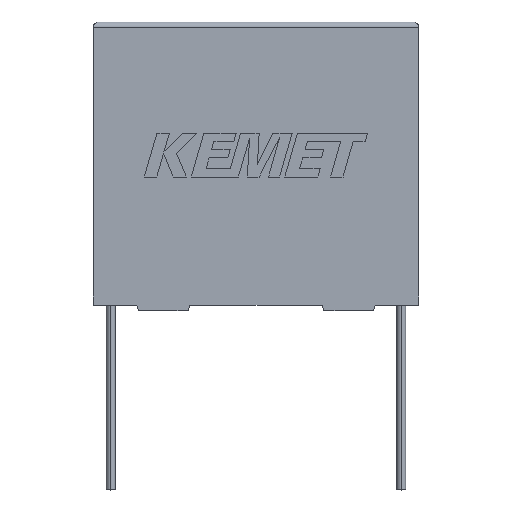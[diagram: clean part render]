
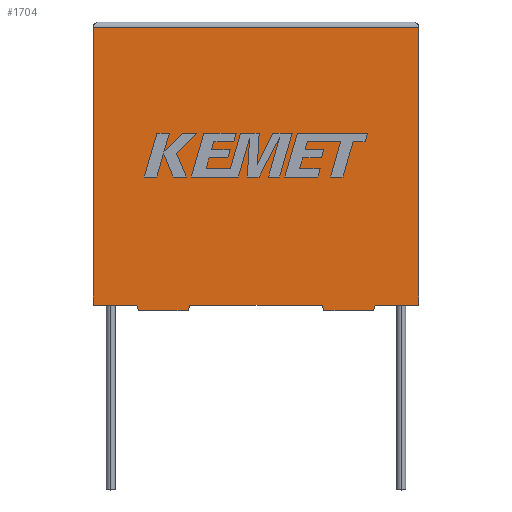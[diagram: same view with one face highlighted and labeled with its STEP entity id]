
A CAD part, top view. The second image highlights one B-rep face of the part: STEP entity #1704.
In plain terms, the highlighted planar face has unit normal (0, 0, 1).
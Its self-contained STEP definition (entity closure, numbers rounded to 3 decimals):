
#85 = AXIS2_PLACEMENT_3D ( 'NONE', #2469, #1479, #2256 ) ;
#87 = EDGE_CURVE ( 'NONE', #2310, #857, #1889, .T. ) ;
#149 = VECTOR ( 'NONE', #1870, 1000. ) ;
#169 = LINE ( 'NONE', #2084, #322 ) ;
#187 = LINE ( 'NONE', #1912, #149 ) ;
#218 = CARTESIAN_POINT ( 'NONE',  ( 4.264, -0.5, 16.8 ) ) ;
#221 = PLANE ( 'NONE',  #85 ) ;
#308 = LINE ( 'NONE', #1924, #2751 ) ;
#312 = DIRECTION ( 'NONE',  ( -0.287, -0.958, 0. ) ) ;
#322 = VECTOR ( 'NONE', #1822, 1000. ) ;
#338 = VECTOR ( 'NONE', #2174, 1000. ) ;
#385 = CARTESIAN_POINT ( 'NONE',  ( 4.114, 0., 16.8 ) ) ;
#404 = CARTESIAN_POINT ( 'NONE',  ( 21.674, 0., 16.8 ) ) ;
#428 = EDGE_CURVE ( 'NONE', #1856, #569, #187, .T. ) ;
#476 = VECTOR ( 'NONE', #924, 1000. ) ;
#495 = EDGE_CURVE ( 'NONE', #687, #2310, #2006, .T. ) ;
#506 = ORIENTED_EDGE ( 'NONE', *, *, #656, .T. ) ;
#514 = CARTESIAN_POINT ( 'NONE',  ( 0., 0., 16.8 ) ) ;
#516 = VECTOR ( 'NONE', #588, 1000. ) ;
#529 = ORIENTED_EDGE ( 'NONE', *, *, #3057, .T. ) ;
#543 = LINE ( 'NONE', #2756, #2043 ) ;
#569 = VERTEX_POINT ( 'NONE', #2225 ) ;
#588 = DIRECTION ( 'NONE',  ( -1., 0., 0. ) ) ;
#656 = EDGE_CURVE ( 'NONE', #569, #2957, #2742, .T. ) ;
#687 = VERTEX_POINT ( 'NONE', #752 ) ;
#749 = CARTESIAN_POINT ( 'NONE',  ( 21.824, -0.5, 16.8 ) ) ;
#752 = CARTESIAN_POINT ( 'NONE',  ( 4.114, 0., 16.8 ) ) ;
#784 = EDGE_CURVE ( 'NONE', #857, #1458, #2086, .T. ) ;
#805 = EDGE_CURVE ( 'NONE', #1836, #687, #543, .T. ) ;
#833 = LINE ( 'NONE', #1597, #516 ) ;
#857 = VERTEX_POINT ( 'NONE', #1062 ) ;
#881 = CARTESIAN_POINT ( 'NONE',  ( 30.8, 26.3, 16.8 ) ) ;
#891 = CARTESIAN_POINT ( 'NONE',  ( 26.536, -0.5, 16.8 ) ) ;
#924 = DIRECTION ( 'NONE',  ( -0.287, 0.958, 0. ) ) ;
#946 = VECTOR ( 'NONE', #1988, 1000. ) ;
#968 = ORIENTED_EDGE ( 'NONE', *, *, #784, .T. ) ;
#989 = CARTESIAN_POINT ( 'NONE',  ( 8.976, -0.5, 16.8 ) ) ;
#1044 = EDGE_CURVE ( 'NONE', #1856, #3001, #1090, .T. ) ;
#1045 = CARTESIAN_POINT ( 'NONE',  ( 9.126, 0., 16.8 ) ) ;
#1055 = CARTESIAN_POINT ( 'NONE',  ( 0., 26.3, 16.8 ) ) ;
#1062 = CARTESIAN_POINT ( 'NONE',  ( 8.976, -0.5, 16.8 ) ) ;
#1089 = CARTESIAN_POINT ( 'NONE',  ( 26.686, 0., 16.8 ) ) ;
#1090 = LINE ( 'NONE', #1089, #1694 ) ;
#1159 = ORIENTED_EDGE ( 'NONE', *, *, #87, .T. ) ;
#1200 = FACE_OUTER_BOUND ( 'NONE', #1960, .T. ) ;
#1238 = CARTESIAN_POINT ( 'NONE',  ( 26.686, 0., 16.8 ) ) ;
#1328 = CARTESIAN_POINT ( 'NONE',  ( 0., 26.3, 16.8 ) ) ;
#1421 = VERTEX_POINT ( 'NONE', #1055 ) ;
#1450 = DIRECTION ( 'NONE',  ( -1., 0., 0. ) ) ;
#1458 = VERTEX_POINT ( 'NONE', #1045 ) ;
#1479 = DIRECTION ( 'NONE',  ( 0., 0., -1. ) ) ;
#1512 = EDGE_CURVE ( 'NONE', #2957, #1421, #1733, .T. ) ;
#1577 = VECTOR ( 'NONE', #2515, 1000. ) ;
#1597 = CARTESIAN_POINT ( 'NONE',  ( 26.536, -0.5, 16.8 ) ) ;
#1629 = VERTEX_POINT ( 'NONE', #404 ) ;
#1650 = ORIENTED_EDGE ( 'NONE', *, *, #3241, .F. ) ;
#1694 = VECTOR ( 'NONE', #312, 1000. ) ;
#1703 = CARTESIAN_POINT ( 'NONE',  ( 4.264, -0.5, 16.8 ) ) ;
#1704 = ADVANCED_FACE ( 'NONE', ( #1200 ), #221, .F. ) ;
#1726 = ORIENTED_EDGE ( 'NONE', *, *, #1512, .T. ) ;
#1733 = LINE ( 'NONE', #1328, #2390 ) ;
#1748 = LINE ( 'NONE', #2441, #476 ) ;
#1749 = ORIENTED_EDGE ( 'NONE', *, *, #495, .T. ) ;
#1822 = DIRECTION ( 'NONE',  ( 1., 0., 0. ) ) ;
#1836 = VERTEX_POINT ( 'NONE', #514 ) ;
#1856 = VERTEX_POINT ( 'NONE', #1238 ) ;
#1868 = VERTEX_POINT ( 'NONE', #749 ) ;
#1870 = DIRECTION ( 'NONE',  ( 1., 0., 0. ) ) ;
#1889 = LINE ( 'NONE', #218, #946 ) ;
#1912 = CARTESIAN_POINT ( 'NONE',  ( 0., 0., 16.8 ) ) ;
#1923 = CARTESIAN_POINT ( 'NONE',  ( 30.8, 0., 16.8 ) ) ;
#1924 = CARTESIAN_POINT ( 'NONE',  ( 0., 0., 16.8 ) ) ;
#1960 = EDGE_LOOP ( 'NONE', ( #506, #1726, #529, #2465, #1749, #1159, #968, #2862, #1650, #3034, #2140, #2342 ) ) ;
#1988 = DIRECTION ( 'NONE',  ( 1., 0., 0. ) ) ;
#2002 = EDGE_CURVE ( 'NONE', #1458, #1629, #169, .T. ) ;
#2006 = LINE ( 'NONE', #385, #338 ) ;
#2043 = VECTOR ( 'NONE', #3011, 1000. ) ;
#2084 = CARTESIAN_POINT ( 'NONE',  ( 0., 0., 16.8 ) ) ;
#2086 = LINE ( 'NONE', #989, #1577 ) ;
#2140 = ORIENTED_EDGE ( 'NONE', *, *, #1044, .F. ) ;
#2174 = DIRECTION ( 'NONE',  ( 0.287, -0.958, 0. ) ) ;
#2225 = CARTESIAN_POINT ( 'NONE',  ( 30.8, 0., 16.8 ) ) ;
#2256 = DIRECTION ( 'NONE',  ( -1., 0., 0. ) ) ;
#2261 = VECTOR ( 'NONE', #2673, 1000. ) ;
#2310 = VERTEX_POINT ( 'NONE', #1703 ) ;
#2342 = ORIENTED_EDGE ( 'NONE', *, *, #428, .T. ) ;
#2390 = VECTOR ( 'NONE', #1450, 1000. ) ;
#2441 = CARTESIAN_POINT ( 'NONE',  ( 21.824, -0.5, 16.8 ) ) ;
#2465 = ORIENTED_EDGE ( 'NONE', *, *, #805, .T. ) ;
#2469 = CARTESIAN_POINT ( 'NONE',  ( 0., 0., 16.8 ) ) ;
#2515 = DIRECTION ( 'NONE',  ( 0.287, 0.958, 0. ) ) ;
#2559 = EDGE_CURVE ( 'NONE', #3001, #1868, #833, .T. ) ;
#2673 = DIRECTION ( 'NONE',  ( 0., 1., 0. ) ) ;
#2742 = LINE ( 'NONE', #1923, #2261 ) ;
#2751 = VECTOR ( 'NONE', #3191, 1000. ) ;
#2756 = CARTESIAN_POINT ( 'NONE',  ( 0., 0., 16.8 ) ) ;
#2862 = ORIENTED_EDGE ( 'NONE', *, *, #2002, .T. ) ;
#2957 = VERTEX_POINT ( 'NONE', #881 ) ;
#3001 = VERTEX_POINT ( 'NONE', #891 ) ;
#3011 = DIRECTION ( 'NONE',  ( 1., 0., 0. ) ) ;
#3034 = ORIENTED_EDGE ( 'NONE', *, *, #2559, .F. ) ;
#3057 = EDGE_CURVE ( 'NONE', #1421, #1836, #308, .T. ) ;
#3191 = DIRECTION ( 'NONE',  ( 0., -1., 0. ) ) ;
#3241 = EDGE_CURVE ( 'NONE', #1868, #1629, #1748, .T. ) ;
